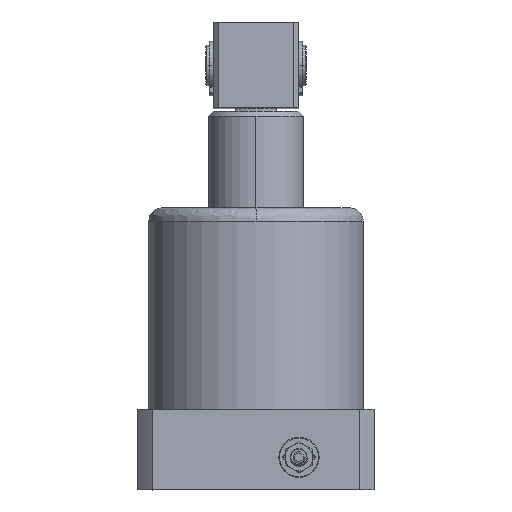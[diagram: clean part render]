
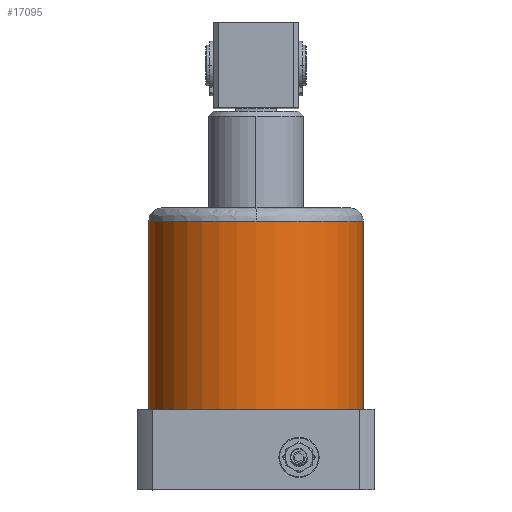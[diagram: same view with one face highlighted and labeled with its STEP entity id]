
A CAD part, top view. The second image highlights one B-rep face of the part: STEP entity #17095.
In plain terms, the highlighted cylindrical face has radius 40 mm (diameter 80 mm), a partial arc.
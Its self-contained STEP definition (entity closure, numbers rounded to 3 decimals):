
#302 = CARTESIAN_POINT ( 'NONE',  ( 40., 100., 0. ) ) ;
#1079 = CARTESIAN_POINT ( 'NONE',  ( -40., 30., 0. ) ) ;
#1086 = EDGE_CURVE ( 'NONE', #14458, #2582, #21628, .T. ) ;
#1392 = ORIENTED_EDGE ( 'NONE', *, *, #6336, .F. ) ;
#2582 = VERTEX_POINT ( 'NONE', #17344 ) ;
#2736 = ORIENTED_EDGE ( 'NONE', *, *, #1086, .F. ) ;
#3327 = VERTEX_POINT ( 'NONE', #302 ) ;
#3731 = CYLINDRICAL_SURFACE ( 'NONE', #21327, 40. ) ;
#3907 = CARTESIAN_POINT ( 'NONE',  ( 0., 100., 0. ) ) ;
#4864 = DIRECTION ( 'NONE',  ( 0., 1., 0. ) ) ;
#5367 = CARTESIAN_POINT ( 'NONE',  ( 40., 30., 0. ) ) ;
#6336 = EDGE_CURVE ( 'NONE', #10386, #14458, #17407, .T. ) ;
#7028 = EDGE_LOOP ( 'NONE', ( #7576, #11194, #18420, #2736, #1392 ) ) ;
#7576 = ORIENTED_EDGE ( 'NONE', *, *, #14185, .F. ) ;
#7578 = CARTESIAN_POINT ( 'NONE',  ( 0., 100., 0. ) ) ;
#7648 = DIRECTION ( 'NONE',  ( 0., 0., 1. ) ) ;
#7697 = CARTESIAN_POINT ( 'NONE',  ( -40., 100., 0. ) ) ;
#7728 = CARTESIAN_POINT ( 'NONE',  ( 0., 30., 0. ) ) ;
#9296 = DIRECTION ( 'NONE',  ( 0., 1., 0. ) ) ;
#9713 = AXIS2_PLACEMENT_3D ( 'NONE', #14196, #15655, #12364 ) ;
#9775 = CARTESIAN_POINT ( 'NONE',  ( -40., 30., 0. ) ) ;
#10386 = VERTEX_POINT ( 'NONE', #1079 ) ;
#10533 = DIRECTION ( 'NONE',  ( 0., 0., 1. ) ) ;
#10905 = EDGE_CURVE ( 'NONE', #16830, #3327, #21816, .T. ) ;
#11012 = AXIS2_PLACEMENT_3D ( 'NONE', #3907, #17397, #10533 ) ;
#11158 = DIRECTION ( 'NONE',  ( -1., 0., 0. ) ) ;
#11194 = ORIENTED_EDGE ( 'NONE', *, *, #10905, .T. ) ;
#12364 = DIRECTION ( 'NONE',  ( -1., 0., 0. ) ) ;
#13235 = AXIS2_PLACEMENT_3D ( 'NONE', #7578, #9296, #7648 ) ;
#14185 = EDGE_CURVE ( 'NONE', #16830, #10386, #20425, .T. ) ;
#14196 = CARTESIAN_POINT ( 'NONE',  ( 0., 30., 0. ) ) ;
#14458 = VERTEX_POINT ( 'NONE', #7697 ) ;
#14953 = CARTESIAN_POINT ( 'NONE',  ( 40., 30., 0. ) ) ;
#15030 = VECTOR ( 'NONE', #21715, 1000. ) ;
#15655 = DIRECTION ( 'NONE',  ( 0., -1., 0. ) ) ;
#15892 = FACE_OUTER_BOUND ( 'NONE', #7028, .T. ) ;
#16830 = VERTEX_POINT ( 'NONE', #5367 ) ;
#17038 = VECTOR ( 'NONE', #4864, 1000. ) ;
#17095 = ADVANCED_FACE ( 'NONE', ( #15892 ), #3731, .T. ) ;
#17344 = CARTESIAN_POINT ( 'NONE',  ( 0., 100., 40. ) ) ;
#17397 = DIRECTION ( 'NONE',  ( 0., 1., 0. ) ) ;
#17407 = LINE ( 'NONE', #9775, #15030 ) ;
#17679 = CIRCLE ( 'NONE', #11012, 40. ) ;
#18420 = ORIENTED_EDGE ( 'NONE', *, *, #18970, .F. ) ;
#18970 = EDGE_CURVE ( 'NONE', #2582, #3327, #17679, .T. ) ;
#20425 = CIRCLE ( 'NONE', #9713, 40. ) ;
#21198 = DIRECTION ( 'NONE',  ( 0., 1., 0. ) ) ;
#21327 = AXIS2_PLACEMENT_3D ( 'NONE', #7728, #21198, #11158 ) ;
#21628 = CIRCLE ( 'NONE', #13235, 40. ) ;
#21715 = DIRECTION ( 'NONE',  ( 0., 1., 0. ) ) ;
#21816 = LINE ( 'NONE', #14953, #17038 ) ;
